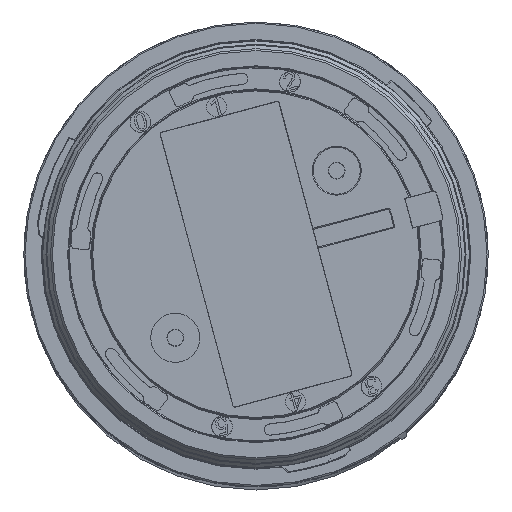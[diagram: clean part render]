
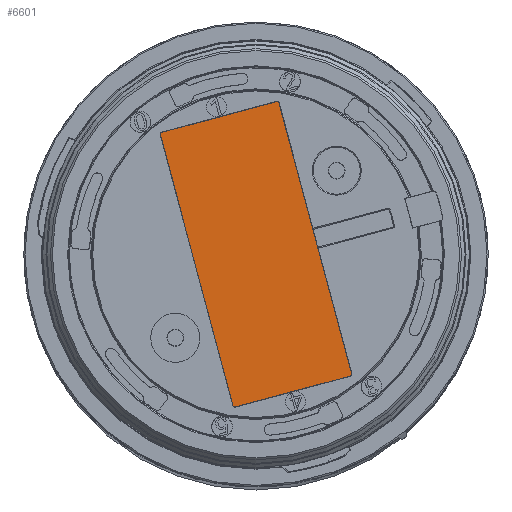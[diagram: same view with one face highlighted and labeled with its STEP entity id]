
A CAD part, top view. The second image highlights one B-rep face of the part: STEP entity #6601.
In plain terms, the highlighted planar face has unit normal (0, 0, 1).
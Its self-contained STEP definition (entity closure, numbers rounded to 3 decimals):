
#4351=FACE_OUTER_BOUND('',#7768,.T.);
#4840=ELLIPSE('',#15928,0.3,0.3);
#4841=ELLIPSE('',#15930,0.3,0.3);
#4842=ELLIPSE('',#15932,0.3,0.3);
#4843=ELLIPSE('',#15934,0.3,0.3);
#4952=PLANE('',#15989);
#5047=LINE('',#20258,#5376);
#5055=LINE('',#20279,#5384);
#5194=LINE('',#21428,#5523);
#5197=LINE('',#21434,#5526);
#5376=VECTOR('',#16915,1.);
#5384=VECTOR('',#16929,1.);
#5523=VECTOR('',#17706,1.);
#5526=VECTOR('',#17711,1.);
#6601=ADVANCED_FACE('',(#4351),#4952,.T.);
#7768=EDGE_LOOP('',(#9635,#9636,#9637,#9638,#9639,#9640,#9641,#9642));
#9635=ORIENTED_EDGE('',*,*,#13485,.F.);
#9636=ORIENTED_EDGE('',*,*,#13386,.T.);
#9637=ORIENTED_EDGE('',*,*,#13484,.F.);
#9638=ORIENTED_EDGE('',*,*,#12993,.T.);
#9639=ORIENTED_EDGE('',*,*,#13487,.F.);
#9640=ORIENTED_EDGE('',*,*,#13389,.T.);
#9641=ORIENTED_EDGE('',*,*,#13486,.F.);
#9642=ORIENTED_EDGE('',*,*,#13003,.T.);
#11925=VERTEX_POINT('',#20259);
#11926=VERTEX_POINT('',#20260);
#11935=VERTEX_POINT('',#20280);
#11936=VERTEX_POINT('',#20281);
#12221=VERTEX_POINT('',#21429);
#12222=VERTEX_POINT('',#21430);
#12223=VERTEX_POINT('',#21435);
#12224=VERTEX_POINT('',#21436);
#12993=EDGE_CURVE('',#11925,#11926,#5047,.T.);
#13003=EDGE_CURVE('',#11935,#11936,#5055,.T.);
#13386=EDGE_CURVE('',#12221,#12222,#5194,.T.);
#13389=EDGE_CURVE('',#12223,#12224,#5197,.T.);
#13484=EDGE_CURVE('',#11925,#12222,#4840,.T.);
#13485=EDGE_CURVE('',#12221,#11936,#4841,.T.);
#13486=EDGE_CURVE('',#11935,#12224,#4842,.T.);
#13487=EDGE_CURVE('',#12223,#11926,#4843,.T.);
#15928=AXIS2_PLACEMENT_3D('',#21852,#17990,#17991);
#15930=AXIS2_PLACEMENT_3D('',#21854,#17994,#17995);
#15932=AXIS2_PLACEMENT_3D('',#21856,#17998,#17999);
#15934=AXIS2_PLACEMENT_3D('',#21858,#18002,#18003);
#15989=AXIS2_PLACEMENT_3D('',#22631,#18189,#18190);
#16915=DIRECTION('',(-0.259,0.966,0.));
#16929=DIRECTION('',(0.259,-0.966,0.));
#17706=DIRECTION('',(0.966,0.259,0.));
#17711=DIRECTION('',(-0.966,-0.259,0.));
#17990=DIRECTION('',(0.,0.,-1.));
#17991=DIRECTION('',(-0.866,0.5,0.));
#17994=DIRECTION('',(0.,0.,-1.));
#17995=DIRECTION('',(0.5,0.866,0.));
#17998=DIRECTION('',(0.,0.,-1.));
#17999=DIRECTION('',(0.866,-0.5,0.));
#18002=DIRECTION('',(0.,0.,-1.));
#18003=DIRECTION('',(-0.5,-0.866,0.));
#18189=DIRECTION('',(0.,0.,1.));
#18190=DIRECTION('',(1.,0.,0.));
#20258=CARTESIAN_POINT('',(8.264,5.898,432.15));
#20259=CARTESIAN_POINT('',(14.803,-18.508,432.15));
#20260=CARTESIAN_POINT('',(3.566,23.43,432.15));
#20279=CARTESIAN_POINT('',(-10.106,0.975,432.15));
#20280=CARTESIAN_POINT('',(-14.803,18.508,432.15));
#20281=CARTESIAN_POINT('',(-3.566,-23.43,432.15));
#21428=CARTESIAN_POINT('',(-4.846,-24.083,432.15));
#21429=CARTESIAN_POINT('',(-3.199,-23.642,432.15));
#21430=CARTESIAN_POINT('',(14.591,-18.875,432.15));
#21434=CARTESIAN_POINT('',(-16.238,18.434,432.15));
#21435=CARTESIAN_POINT('',(3.199,23.642,432.15));
#21436=CARTESIAN_POINT('',(-14.591,18.875,432.15));
#21852=CARTESIAN_POINT('',(14.514,-18.586,432.15));
#21854=CARTESIAN_POINT('',(-3.276,-23.352,432.15));
#21856=CARTESIAN_POINT('',(-14.514,18.586,432.15));
#21858=CARTESIAN_POINT('',(3.276,23.352,432.15));
#22631=CARTESIAN_POINT('',(0.,0.,432.15));
